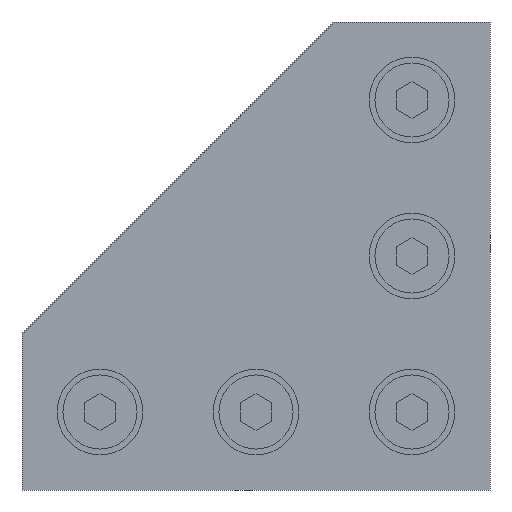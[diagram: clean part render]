
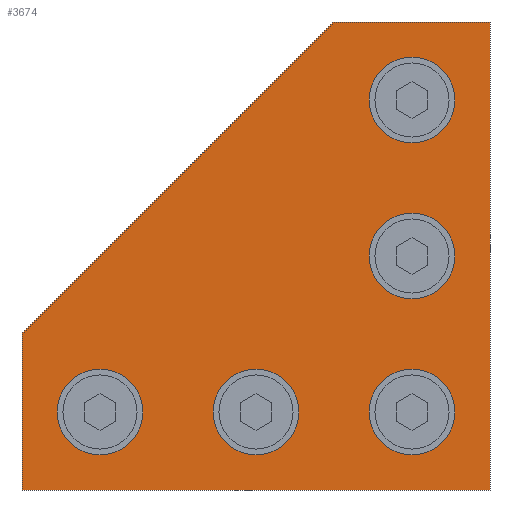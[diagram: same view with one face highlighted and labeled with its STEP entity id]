
A CAD part, front view. The second image highlights one B-rep face of the part: STEP entity #3674.
In plain terms, the highlighted planar face has unit normal (0, -1, 0).
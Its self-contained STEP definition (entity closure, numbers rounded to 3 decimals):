
#34=FACE_BOUND('',#656,.T.);
#35=FACE_BOUND('',#657,.T.);
#36=FACE_BOUND('',#658,.T.);
#37=FACE_BOUND('',#659,.T.);
#38=FACE_BOUND('',#660,.T.);
#433=FACE_OUTER_BOUND('',#655,.T.);
#655=EDGE_LOOP('',(#3310,#3311,#3312,#3313,#3314));
#656=EDGE_LOOP('',(#3315));
#657=EDGE_LOOP('',(#3316));
#658=EDGE_LOOP('',(#3317));
#659=EDGE_LOOP('',(#3318));
#660=EDGE_LOOP('',(#3319));
#943=LINE('',#7045,#1233);
#950=LINE('',#7094,#1240);
#951=LINE('',#7096,#1241);
#952=LINE('',#7098,#1242);
#953=LINE('',#7099,#1243);
#1233=VECTOR('',#5046,10.);
#1240=VECTOR('',#5105,10.);
#1241=VECTOR('',#5106,10.);
#1242=VECTOR('',#5107,10.);
#1243=VECTOR('',#5108,10.);
#1406=CIRCLE('',#4059,5.5);
#1409=CIRCLE('',#4064,5.5);
#1412=CIRCLE('',#4069,5.5);
#1415=CIRCLE('',#4074,5.5);
#1418=CIRCLE('',#4079,5.5);
#1748=VERTEX_POINT('',#7042);
#1749=VERTEX_POINT('',#7044);
#1750=VERTEX_POINT('',#7048);
#1753=VERTEX_POINT('',#7057);
#1756=VERTEX_POINT('',#7066);
#1759=VERTEX_POINT('',#7075);
#1762=VERTEX_POINT('',#7084);
#1765=VERTEX_POINT('',#7093);
#1766=VERTEX_POINT('',#7095);
#1767=VERTEX_POINT('',#7097);
#2263=EDGE_CURVE('',#1749,#1748,#943,.T.);
#2265=EDGE_CURVE('',#1750,#1750,#1406,.T.);
#2269=EDGE_CURVE('',#1753,#1753,#1409,.T.);
#2273=EDGE_CURVE('',#1756,#1756,#1412,.T.);
#2277=EDGE_CURVE('',#1759,#1759,#1415,.T.);
#2281=EDGE_CURVE('',#1762,#1762,#1418,.T.);
#2285=EDGE_CURVE('',#1748,#1765,#950,.T.);
#2286=EDGE_CURVE('',#1765,#1766,#951,.T.);
#2287=EDGE_CURVE('',#1766,#1767,#952,.T.);
#2288=EDGE_CURVE('',#1767,#1749,#953,.T.);
#3310=ORIENTED_EDGE('',*,*,#2263,.T.);
#3311=ORIENTED_EDGE('',*,*,#2285,.T.);
#3312=ORIENTED_EDGE('',*,*,#2286,.T.);
#3313=ORIENTED_EDGE('',*,*,#2287,.T.);
#3314=ORIENTED_EDGE('',*,*,#2288,.T.);
#3315=ORIENTED_EDGE('',*,*,#2265,.T.);
#3316=ORIENTED_EDGE('',*,*,#2269,.T.);
#3317=ORIENTED_EDGE('',*,*,#2273,.T.);
#3318=ORIENTED_EDGE('',*,*,#2277,.T.);
#3319=ORIENTED_EDGE('',*,*,#2281,.T.);
#3472=PLANE('',#4083);
#3674=ADVANCED_FACE('',(#433,#34,#35,#36,#37,#38),#3472,.F.);
#4059=AXIS2_PLACEMENT_3D('',#7049,#5050,#5051);
#4064=AXIS2_PLACEMENT_3D('',#7058,#5061,#5062);
#4069=AXIS2_PLACEMENT_3D('',#7067,#5072,#5073);
#4074=AXIS2_PLACEMENT_3D('',#7076,#5083,#5084);
#4079=AXIS2_PLACEMENT_3D('',#7085,#5094,#5095);
#4083=AXIS2_PLACEMENT_3D('',#7092,#5103,#5104);
#5046=DIRECTION('',(-0.707,0.,-0.707));
#5050=DIRECTION('center_axis',(0.,1.,0.));
#5051=DIRECTION('ref_axis',(1.,0.,0.));
#5061=DIRECTION('center_axis',(0.,1.,0.));
#5062=DIRECTION('ref_axis',(1.,0.,0.));
#5072=DIRECTION('center_axis',(0.,1.,0.));
#5073=DIRECTION('ref_axis',(1.,0.,0.));
#5083=DIRECTION('center_axis',(0.,1.,0.));
#5084=DIRECTION('ref_axis',(1.,0.,0.));
#5094=DIRECTION('center_axis',(0.,1.,0.));
#5095=DIRECTION('ref_axis',(1.,0.,0.));
#5103=DIRECTION('center_axis',(0.,1.,0.));
#5104=DIRECTION('ref_axis',(1.,0.,0.));
#5105=DIRECTION('',(0.,0.,-1.));
#5106=DIRECTION('',(1.,0.,0.));
#5107=DIRECTION('',(0.,0.,1.));
#5108=DIRECTION('',(-1.,0.,0.));
#7042=CARTESIAN_POINT('',(0.,0.,20.));
#7044=CARTESIAN_POINT('',(40.,0.,60.));
#7045=CARTESIAN_POINT('',(40.,0.,60.));
#7048=CARTESIAN_POINT('',(44.5,0.,10.));
#7049=CARTESIAN_POINT('Origin',(50.,0.,10.));
#7057=CARTESIAN_POINT('',(44.5,0.,30.));
#7058=CARTESIAN_POINT('Origin',(50.,0.,30.));
#7066=CARTESIAN_POINT('',(24.5,0.,10.));
#7067=CARTESIAN_POINT('Origin',(30.,0.,10.));
#7075=CARTESIAN_POINT('',(44.5,0.,50.));
#7076=CARTESIAN_POINT('Origin',(50.,0.,50.));
#7084=CARTESIAN_POINT('',(4.5,0.,10.));
#7085=CARTESIAN_POINT('Origin',(10.,0.,10.));
#7092=CARTESIAN_POINT('Origin',(30.,0.,30.));
#7093=CARTESIAN_POINT('',(0.,0.,0.));
#7094=CARTESIAN_POINT('',(0.,0.,60.));
#7095=CARTESIAN_POINT('',(60.,0.,0.));
#7096=CARTESIAN_POINT('',(0.,0.,0.));
#7097=CARTESIAN_POINT('',(60.,0.,60.));
#7098=CARTESIAN_POINT('',(60.,0.,0.));
#7099=CARTESIAN_POINT('',(60.,0.,60.));
